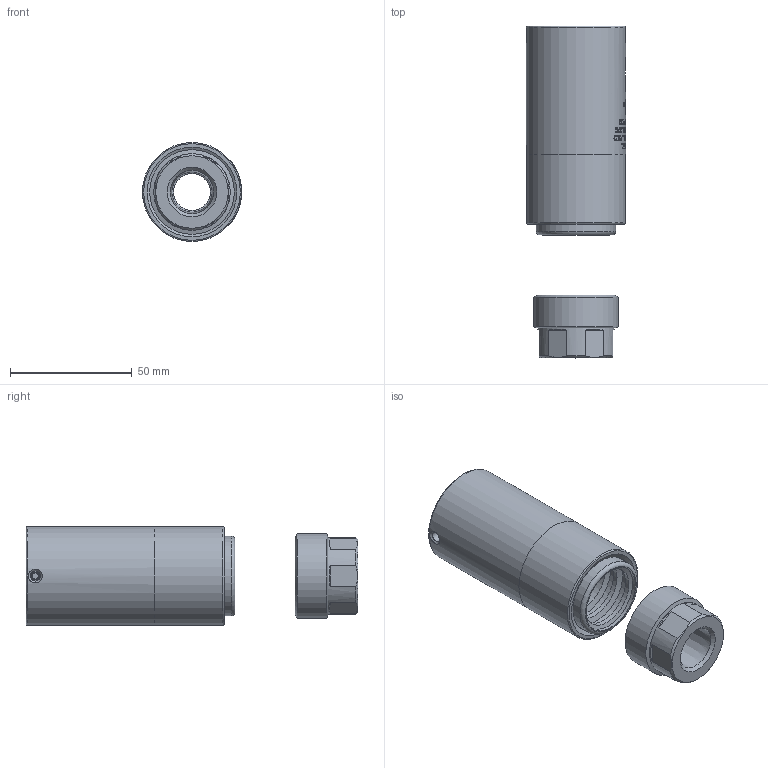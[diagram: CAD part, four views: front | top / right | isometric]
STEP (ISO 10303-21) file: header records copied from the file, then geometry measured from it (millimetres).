
FILE_DESCRIPTION(/* description */ (''),/* implementation_level */ '2;1');
FILE_NAME(/* name */ 'KIL_EZ1 (OPEN).stp',/* time_stamp */ '2022-12-13T09:36:47-06:00',/* author */ ('nsantoro'),/* organization */ (''),/* preprocessor_version */ 'ST-DEVELOPER v18',/* originating_system */ 'Autodesk Inventor 2020',/* authorisation */ '');
FILE_SCHEMA (('AUTOMOTIVE_DESIGN { 1 0 10303 214 3 1 1 }'));
Length unit declared in the file: inch
Products named in the file (1): 51991-1 (Open)_Shrinkwrap
Bounding box: 40.64 x 136.18 x 40.64 mm (x, y, z)
Volume: 74339.3 mm3; surface area: 36997.9 mm2
Topology: 4 solids, 4 shells, 933 faces, 2563 edges, 1719 vertices
Faces by surface type: plane 488, bspline 298, cylinder 103, cone 27, torus 17
Full cylindrical faces by diameter (mm): 4.166 x3, 15.113 x2, 25.4 x3, 27.076 x1, 28.605 x1, 30.099 x1, 30.114 x1, 30.129 x2, 31.349 x1, 31.399 x2, 32.669 x2, 32.715 x3, 33.198 x1, 33.731 x2, 34.722 x1, 34.768 x1, 40.64 x2
Entity records: 38316 total; most frequent: CARTESIAN_POINT 14955, ORIENTED_EDGE 5126, DIRECTION 3903, EDGE_CURVE 2563, VERTEX_POINT 1719, AXIS2_PLACEMENT_3D 1330, LINE 1243, VECTOR 1243
